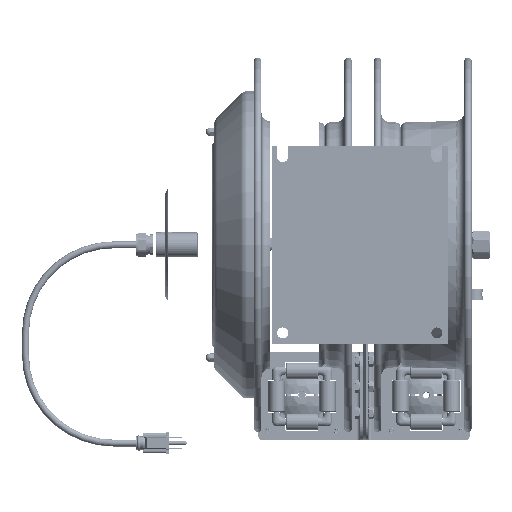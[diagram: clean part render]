
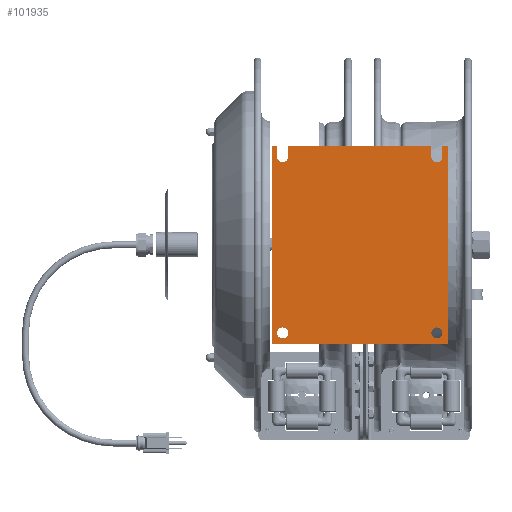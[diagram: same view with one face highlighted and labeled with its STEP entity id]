
A CAD part, front view. The second image highlights one B-rep face of the part: STEP entity #101935.
In plain terms, the highlighted planar face has unit normal (0, -1, 0).
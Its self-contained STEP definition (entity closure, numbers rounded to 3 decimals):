
#2665=FACE_BOUND('',#32941,.T.);
#2666=FACE_BOUND('',#32942,.T.);
#3505=PLANE('',#105825);
#9476=LINE('',#132737,#19496);
#9477=LINE('',#132741,#19497);
#9478=LINE('',#132743,#19498);
#9479=LINE('',#132745,#19499);
#9480=LINE('',#132747,#19500);
#9481=LINE('',#132749,#19501);
#9482=LINE('',#132751,#19502);
#9483=LINE('',#132753,#19503);
#9484=LINE('',#132757,#19504);
#9485=LINE('',#132758,#19505);
#19496=VECTOR('',#111563,0.394);
#19497=VECTOR('',#111566,0.394);
#19498=VECTOR('',#111567,0.394);
#19499=VECTOR('',#111568,0.394);
#19500=VECTOR('',#111569,0.394);
#19501=VECTOR('',#111570,0.394);
#19502=VECTOR('',#111571,0.394);
#19503=VECTOR('',#111572,0.394);
#19504=VECTOR('',#111575,0.394);
#19505=VECTOR('',#111576,0.394);
#29769=FACE_OUTER_BOUND('',#32940,.T.);
#32940=EDGE_LOOP('',(#73762,#73763,#73764,#73765,#73766,#73767,#73768,#73769,
#73770,#73771,#73772,#73773));
#32941=EDGE_LOOP('',(#73774));
#32942=EDGE_LOOP('',(#73775));
#37009=CIRCLE('',#105826,0.25);
#37010=CIRCLE('',#105827,0.25);
#37011=CIRCLE('',#105828,0.25);
#37012=CIRCLE('',#105829,0.25);
#39685=VERTEX_POINT('',#132735);
#39686=VERTEX_POINT('',#132736);
#39687=VERTEX_POINT('',#132738);
#39688=VERTEX_POINT('',#132740);
#39689=VERTEX_POINT('',#132742);
#39690=VERTEX_POINT('',#132744);
#39691=VERTEX_POINT('',#132746);
#39692=VERTEX_POINT('',#132748);
#39693=VERTEX_POINT('',#132750);
#39694=VERTEX_POINT('',#132752);
#39695=VERTEX_POINT('',#132754);
#39696=VERTEX_POINT('',#132756);
#39697=VERTEX_POINT('',#132759);
#39698=VERTEX_POINT('',#132761);
#55096=EDGE_CURVE('',#39685,#39686,#9476,.T.);
#55097=EDGE_CURVE('',#39686,#39687,#37009,.T.);
#55098=EDGE_CURVE('',#39687,#39688,#9477,.T.);
#55099=EDGE_CURVE('',#39688,#39689,#9478,.T.);
#55100=EDGE_CURVE('',#39689,#39690,#9479,.T.);
#55101=EDGE_CURVE('',#39690,#39691,#9480,.T.);
#55102=EDGE_CURVE('',#39691,#39692,#9481,.T.);
#55103=EDGE_CURVE('',#39692,#39693,#9482,.T.);
#55104=EDGE_CURVE('',#39693,#39694,#9483,.T.);
#55105=EDGE_CURVE('',#39694,#39695,#37010,.T.);
#55106=EDGE_CURVE('',#39695,#39696,#9484,.T.);
#55107=EDGE_CURVE('',#39696,#39685,#9485,.T.);
#55108=EDGE_CURVE('',#39697,#39697,#37011,.T.);
#55109=EDGE_CURVE('',#39698,#39698,#37012,.T.);
#73762=ORIENTED_EDGE('',*,*,#55096,.T.);
#73763=ORIENTED_EDGE('',*,*,#55097,.T.);
#73764=ORIENTED_EDGE('',*,*,#55098,.T.);
#73765=ORIENTED_EDGE('',*,*,#55099,.T.);
#73766=ORIENTED_EDGE('',*,*,#55100,.T.);
#73767=ORIENTED_EDGE('',*,*,#55101,.T.);
#73768=ORIENTED_EDGE('',*,*,#55102,.T.);
#73769=ORIENTED_EDGE('',*,*,#55103,.T.);
#73770=ORIENTED_EDGE('',*,*,#55104,.T.);
#73771=ORIENTED_EDGE('',*,*,#55105,.T.);
#73772=ORIENTED_EDGE('',*,*,#55106,.T.);
#73773=ORIENTED_EDGE('',*,*,#55107,.T.);
#73774=ORIENTED_EDGE('',*,*,#55108,.T.);
#73775=ORIENTED_EDGE('',*,*,#55109,.T.);
#101935=ADVANCED_FACE('',(#29769,#2665,#2666),#3505,.F.);
#105825=AXIS2_PLACEMENT_3D('',#132734,#111561,#111562);
#105826=AXIS2_PLACEMENT_3D('',#132739,#111564,#111565);
#105827=AXIS2_PLACEMENT_3D('',#132755,#111573,#111574);
#105828=AXIS2_PLACEMENT_3D('',#132760,#111577,#111578);
#105829=AXIS2_PLACEMENT_3D('',#132762,#111579,#111580);
#111561=DIRECTION('center_axis',(0.,1.,0.));
#111562=DIRECTION('ref_axis',(0.,0.,
1.));
#111563=DIRECTION('',(0.,0.,-1.));
#111564=DIRECTION('center_axis',(0.,1.,0.));
#111565=DIRECTION('ref_axis',(1.,0.,0.));
#111566=DIRECTION('',(0.,0.,1.));
#111567=DIRECTION('',(-1.,0.,0.));
#111568=DIRECTION('',(0.,0.,-1.));
#111569=DIRECTION('',(1.,0.,0.));
#111570=DIRECTION('',(0.,0.,1.));
#111571=DIRECTION('',(-1.,0.,0.));
#111572=DIRECTION('',(0.,0.,-1.));
#111573=DIRECTION('center_axis',(0.,1.,0.));
#111574=DIRECTION('ref_axis',(1.,0.,0.));
#111575=DIRECTION('',(0.,0.,1.));
#111576=DIRECTION('',(-1.,0.,0.));
#111577=DIRECTION('center_axis',(0.,1.,0.));
#111578=DIRECTION('ref_axis',(0.,0.,
-1.));
#111579=DIRECTION('center_axis',(0.,1.,0.));
#111580=DIRECTION('ref_axis',(0.,0.,
-1.));
#132734=CARTESIAN_POINT('Origin',(0.,0.,
0.));
#132735=CARTESIAN_POINT('',(-3.25,0.,4.5));
#132736=CARTESIAN_POINT('',(-3.25,0.,4.));
#132737=CARTESIAN_POINT('',(-3.25,0.,2.25));
#132738=CARTESIAN_POINT('',(-3.75,0.,4.));
#132739=CARTESIAN_POINT('Origin',(-3.5,0.,4.));
#132740=CARTESIAN_POINT('',(-3.75,0.,4.5));
#132741=CARTESIAN_POINT('',(-3.75,0.,2.));
#132742=CARTESIAN_POINT('',(-4.,0.,4.5));
#132743=CARTESIAN_POINT('',(4.,0.,4.5));
#132744=CARTESIAN_POINT('',(-4.,0.,-4.5));
#132745=CARTESIAN_POINT('',(-4.,0.,4.5));
#132746=CARTESIAN_POINT('',(4.,0.,-4.5));
#132747=CARTESIAN_POINT('',(-4.,0.,-4.5));
#132748=CARTESIAN_POINT('',(4.,0.,4.5));
#132749=CARTESIAN_POINT('',(4.,0.,-4.5));
#132750=CARTESIAN_POINT('',(3.75,0.,4.5));
#132751=CARTESIAN_POINT('',(4.,0.,4.5));
#132752=CARTESIAN_POINT('',(3.75,0.,4.));
#132753=CARTESIAN_POINT('',(3.75,0.,2.25));
#132754=CARTESIAN_POINT('',(3.25,0.,4.));
#132755=CARTESIAN_POINT('Origin',(3.5,0.,4.));
#132756=CARTESIAN_POINT('',(3.25,0.,4.5));
#132757=CARTESIAN_POINT('',(3.25,0.,2.));
#132758=CARTESIAN_POINT('',(4.,0.,4.5));
#132759=CARTESIAN_POINT('',(3.5,0.,-3.75));
#132760=CARTESIAN_POINT('Origin',(3.5,0.,-4.));
#132761=CARTESIAN_POINT('',(-3.5,0.,-3.75));
#132762=CARTESIAN_POINT('Origin',(-3.5,0.,-4.));
